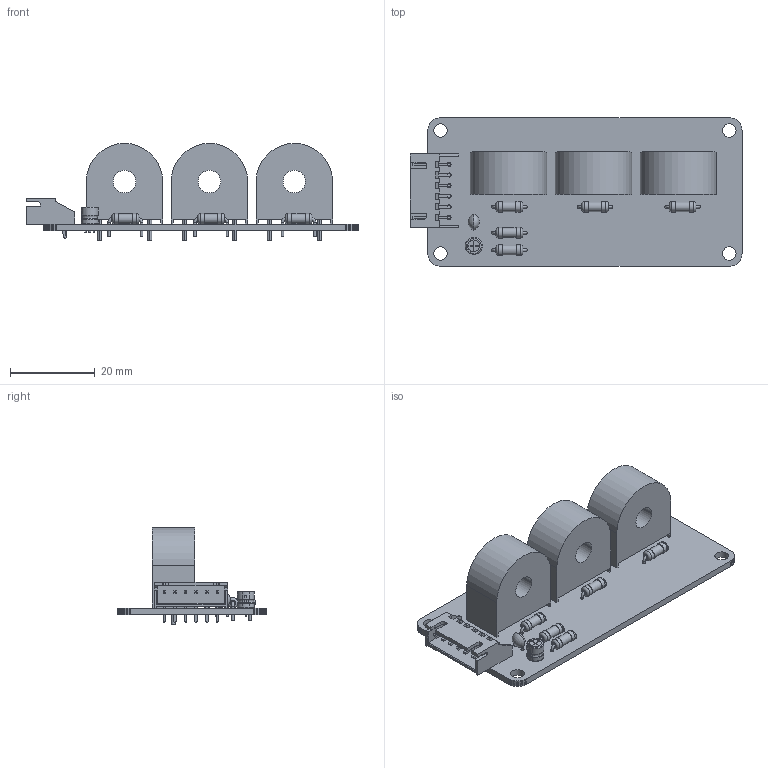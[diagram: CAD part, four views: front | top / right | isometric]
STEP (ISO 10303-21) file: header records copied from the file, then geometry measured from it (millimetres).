
FILE_DESCRIPTION(('KiCad electronic assembly'),'2;1');
FILE_NAME('zmct_3phase.step','2023-10-27T14:33:03',('Pcbnew'),('Kicad'), 'Open CASCADE STEP processor 7.6','KiCad to STEP converter','Unknown' );
FILE_SCHEMA(('AUTOMOTIVE_DESIGN { 1 0 10303 214 1 1 1 1 }'));
Length unit declared in the file: millimetre
Products named in the file (12): zmct_3phase 1; R_Axial_DIN0207_L6.3mm_D2.5mm_P7.62mm_Horizontal; SOLID; zmct103c; JST_XH_S6B-XH-A_1x06_P2.50mm_Horizontal; CP_Radial_D4.0mm_P2.00mm; C_Disc_D3.8mm_W2.6mm_P2.50mm; zmct_3phase PCB
Assembly tree (17 placements, depth 3):
  zmct_3phase 1
    R_Axial_DIN0207_L6.3mm_D2.5mm_P7.62mm_Horizontal  x5
      SOLID
    zmct103c  x3
      SOLID
    JST_XH_S6B-XH-A_1x06_P2.50mm_Horizontal
      SOLID
    CP_Radial_D4.0mm_P2.00mm
      SOLID
    C_Disc_D3.8mm_W2.6mm_P2.50mm
      SOLID
    zmct_3phase PCB
Bounding box: 78.2 x 35 x 22.9 mm (x, y, z)
Volume: 11952.6 mm3; surface area: 11599.3 mm2
Topology: 12 solids, 13 shells, 530 faces, 1296 edges, 836 vertices
Faces by surface type: plane 371, cylinder 117, torus 22, revolution 10, bspline 8, sphere 2
Full cylindrical faces by diameter (mm): 0.3 x2, 0.5 x2, 0.6 x12, 0.8 x12, 0.95 x6, 1.1 x6, 2.25 x5, 2.5 x10, 3.2 x4
Entity records: 34059 total; most frequent: CARTESIAN_POINT 9782, DIRECTION 4095, LINE 2789, VECTOR 2789, ORIENTED_EDGE 2164, PCURVE 2164, DEFINITIONAL_REPRESENTATION 2164, EDGE_CURVE 1082
